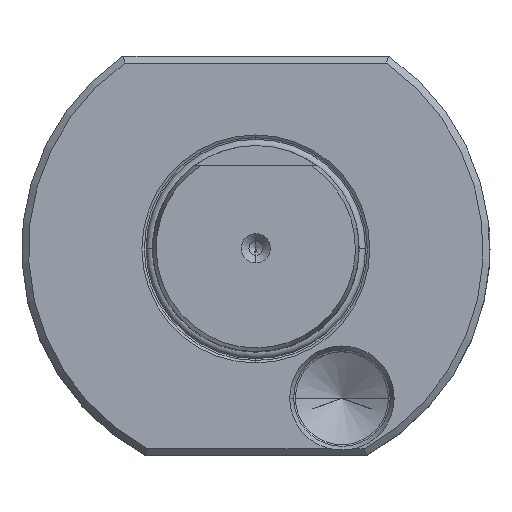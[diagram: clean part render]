
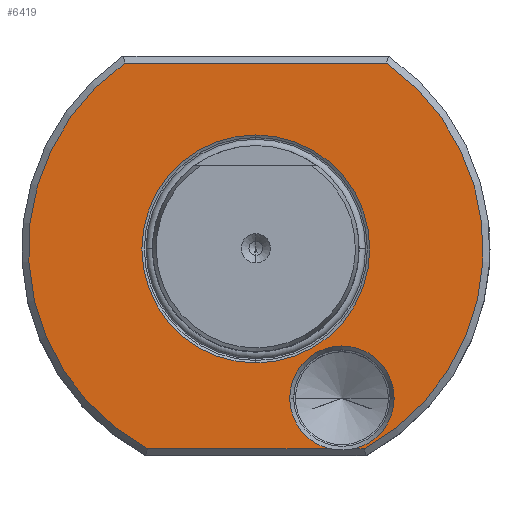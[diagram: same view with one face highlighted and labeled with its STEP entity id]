
A CAD part, top view. The second image highlights one B-rep face of the part: STEP entity #6419.
In plain terms, the highlighted planar face has unit normal (0, 0, 1).
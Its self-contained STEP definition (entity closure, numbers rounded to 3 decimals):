
#1466=DIRECTION('',(-1,0,0));
#1467=VECTOR('',#1466,37.947);
#1468=CARTESIAN_POINT('',(18.974,27,0.5));
#1469=LINE('',#1468,#1467);
#1470=CARTESIAN_POINT('',(0,0,0.5));
#1471=DIRECTION('',(0,0,1));
#1472=DIRECTION('',(0.477,-0.879,0));
#1473=AXIS2_PLACEMENT_3D('',#1470,#1471,#1472);
#1475=DIRECTION('',(1,0,0));
#1476=VECTOR('',#1475,1.403);
#1477=CARTESIAN_POINT('',(14.345,-29,0.5));
#1478=LINE('',#1477,#1476);
#1479=CARTESIAN_POINT('',(12.5,-21.651,0.5));
#1480=DIRECTION('',(0,0,1));
#1481=DIRECTION('',(0.244,-0.97,0));
#1482=AXIS2_PLACEMENT_3D('',#1479,#1480,#1481);
#1484=CARTESIAN_POINT('',(12.5,-21.651,0.5));
#1485=DIRECTION('',(0,0,1));
#1486=DIRECTION('',(1,0,0));
#1487=AXIS2_PLACEMENT_3D('',#1484,#1485,#1486);
#1489=CARTESIAN_POINT('',(12.5,-21.651,0.5));
#1490=DIRECTION('',(0,0,1));
#1491=DIRECTION('',(-1,0,0));
#1492=AXIS2_PLACEMENT_3D('',#1489,#1490,#1491);
#1494=DIRECTION('',(1,0,0));
#1495=VECTOR('',#1494,26.403);
#1496=CARTESIAN_POINT('',(-15.748,-29,0.5));
#1497=LINE('',#1496,#1495);
#1498=CARTESIAN_POINT('',(0,0,0.5));
#1499=DIRECTION('',(0,0,1));
#1500=DIRECTION('',(-0.575,0.818,0));
#1501=AXIS2_PLACEMENT_3D('',#1498,#1499,#1500);
#1511=CARTESIAN_POINT('',(0,0,0.5));
#1512=DIRECTION('',(0,0,1));
#1513=DIRECTION('',(0,1,0));
#1514=AXIS2_PLACEMENT_3D('',#1511,#1512,#1513);
#1516=CARTESIAN_POINT('',(0,0,0.5));
#1517=DIRECTION('',(0,0,-1));
#1518=DIRECTION('',(0,1,0));
#1519=AXIS2_PLACEMENT_3D('',#1516,#1517,#1518);
#2396=CARTESIAN_POINT('',(-18.974,27,0.5));
#2406=CARTESIAN_POINT('',(-15.748,-29,0.5));
#2428=CARTESIAN_POINT('',(18.974,27,0.5));
#2430=CARTESIAN_POINT('',(15.748,-29,0.5));
#4097=CARTESIAN_POINT('',(0,16.55,0.5));
#4099=VERTEX_POINT('',#4097);
#4103=CARTESIAN_POINT('',(0,-16.55,0.5));
#4105=VERTEX_POINT('',#4103);
#4301=CARTESIAN_POINT('',(20.078,-21.651,0.5));
#4302=CARTESIAN_POINT('',(4.923,-21.651,0.5));
#4303=VERTEX_POINT('',#4301);
#4304=VERTEX_POINT('',#4302);
#4784=VERTEX_POINT('',#2396);
#4788=VERTEX_POINT('',#2428);
#4801=VERTEX_POINT('',#2430);
#4803=CARTESIAN_POINT('',(14.345,-29,0.5));
#4804=VERTEX_POINT('',#4803);
#4806=VERTEX_POINT('',#2406);
#4807=CARTESIAN_POINT('',(10.655,-29,0.5));
#4808=VERTEX_POINT('',#4807);
#6391=CARTESIAN_POINT('',(0,0,0.5));
#6392=DIRECTION('',(0,0,-1));
#6393=DIRECTION('',(0,-1,0));
#6394=AXIS2_PLACEMENT_3D('',#6391,#6392,#6393);
#6395=PLANE('',#6394);
#6397=ORIENTED_EDGE('',*,*,#6396,.F.);
#6399=ORIENTED_EDGE('',*,*,#6398,.F.);
#6401=ORIENTED_EDGE('',*,*,#6400,.F.);
#6403=ORIENTED_EDGE('',*,*,#6402,.T.);
#6404=ORIENTED_EDGE('',*,*,#6381,.T.);
#6406=ORIENTED_EDGE('',*,*,#6405,.T.);
#6408=ORIENTED_EDGE('',*,*,#6407,.F.);
#6410=ORIENTED_EDGE('',*,*,#6409,.F.);
#6411=EDGE_LOOP('',(#6397,#6399,#6401,#6403,#6404,#6406,#6408,#6410));
#6412=FACE_OUTER_BOUND('',#6411,.F.);
#6414=ORIENTED_EDGE('',*,*,#6413,.T.);
#6416=ORIENTED_EDGE('',*,*,#6415,.F.);
#6417=EDGE_LOOP('',(#6414,#6416));
#6418=FACE_BOUND('',#6417,.F.);
#6419=ADVANCED_FACE('',(#6412,#6418),#6395,.F.);
#1474=CIRCLE('',#1473,33);
#1483=CIRCLE('',#1482,7.578);
#1488=CIRCLE('',#1487,7.578);
#1493=CIRCLE('',#1492,7.578);
#1502=CIRCLE('',#1501,33);
#1515=CIRCLE('',#1514,16.55);
#1520=CIRCLE('',#1519,16.55);
#6381=EDGE_CURVE('',#4303,#4304,#1488,.T.);
#6396=EDGE_CURVE('',#4788,#4784,#1469,.T.);
#6398=EDGE_CURVE('',#4801,#4788,#1474,.T.);
#6400=EDGE_CURVE('',#4804,#4801,#1478,.T.);
#6402=EDGE_CURVE('',#4804,#4303,#1483,.T.);
#6405=EDGE_CURVE('',#4304,#4808,#1493,.T.);
#6407=EDGE_CURVE('',#4806,#4808,#1497,.T.);
#6409=EDGE_CURVE('',#4784,#4806,#1502,.T.);
#6413=EDGE_CURVE('',#4099,#4105,#1515,.T.);
#6415=EDGE_CURVE('',#4099,#4105,#1520,.T.);
